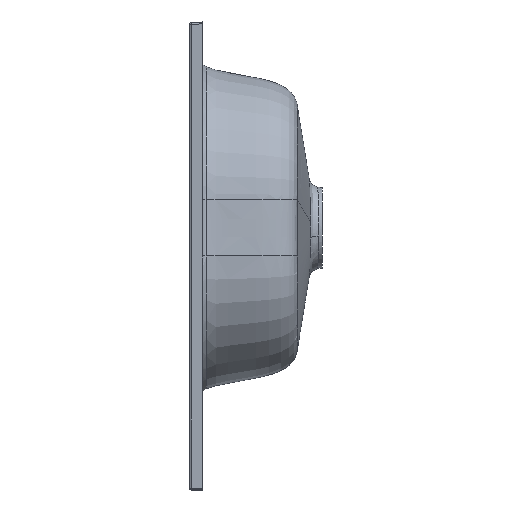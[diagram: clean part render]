
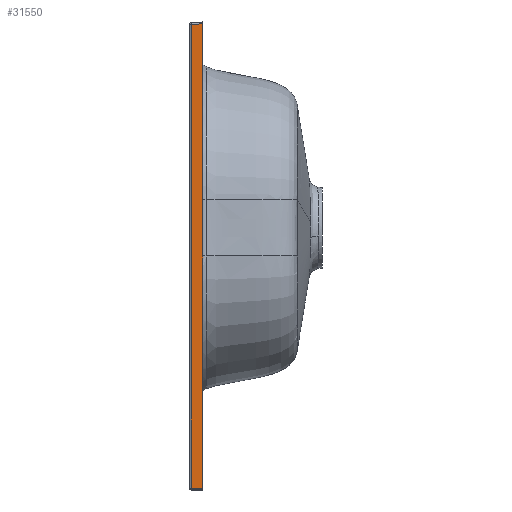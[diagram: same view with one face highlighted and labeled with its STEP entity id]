
A CAD part, left-side view. The second image highlights one B-rep face of the part: STEP entity #31550.
In plain terms, the highlighted planar face has unit normal (-0.999, 0.035, 0).
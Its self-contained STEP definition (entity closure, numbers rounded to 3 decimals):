
#588 = VERTEX_POINT ( 'NONE', #29775 ) ;
#764 = VERTEX_POINT ( 'NONE', #35146 ) ;
#1406 = DIRECTION ( 'NONE',  ( 0., 0., -1. ) ) ;
#1712 = ORIENTED_EDGE ( 'NONE', *, *, #6580, .T. ) ;
#2405 = CARTESIAN_POINT ( 'NONE',  ( -299.51, 0., -247.755 ) ) ;
#4607 = LINE ( 'NONE', #27166, #17831 ) ;
#5120 = CARTESIAN_POINT ( 'NONE',  ( -299.51, 0., 249.755 ) ) ;
#5232 = VERTEX_POINT ( 'NONE', #6427 ) ;
#6427 = CARTESIAN_POINT ( 'NONE',  ( -299.577, -1.93, -247.755 ) ) ;
#6580 = EDGE_CURVE ( 'NONE', #588, #5232, #10105, .T. ) ;
#7450 = ORIENTED_EDGE ( 'NONE', *, *, #11688, .T. ) ;
#7711 = PLANE ( 'NONE',  #33037 ) ;
#8994 = VECTOR ( 'NONE', #23184, 1000. ) ;
#10105 = LINE ( 'NONE', #21753, #14459 ) ;
#11688 = EDGE_CURVE ( 'NONE', #5232, #764, #31069, .T. ) ;
#12352 = ORIENTED_EDGE ( 'NONE', *, *, #23073, .T. ) ;
#13686 = DIRECTION ( 'NONE',  ( -0.035, -0.999, 0. ) ) ;
#14459 = VECTOR ( 'NONE', #1406, 1000. ) ;
#17831 = VECTOR ( 'NONE', #35486, 1000. ) ;
#20053 = LINE ( 'NONE', #33923, #8994 ) ;
#21753 = CARTESIAN_POINT ( 'NONE',  ( -299.577, -1.93, 249.755 ) ) ;
#21818 = EDGE_LOOP ( 'NONE', ( #24530, #12352, #1712, #7450 ) ) ;
#23073 = EDGE_CURVE ( 'NONE', #34996, #588, #4607, .T. ) ;
#23184 = DIRECTION ( 'NONE',  ( 0., 0., -1. ) ) ;
#24159 = DIRECTION ( 'NONE',  ( -0.999, 0.035, 0. ) ) ;
#24342 = DIRECTION ( 'NONE',  ( -0.035, -0.999, 0. ) ) ;
#24530 = ORIENTED_EDGE ( 'NONE', *, *, #33469, .F. ) ;
#27166 = CARTESIAN_POINT ( 'NONE',  ( -299.512, -0.07, 247.759 ) ) ;
#27491 = FACE_OUTER_BOUND ( 'NONE', #21818, .T. ) ;
#29775 = CARTESIAN_POINT ( 'NONE',  ( -299.577, -1.93, 247.824 ) ) ;
#31069 = LINE ( 'NONE', #2405, #35139 ) ;
#31550 = ADVANCED_FACE ( 'NONE', ( #27491 ), #7711, .T. ) ;
#33037 = AXIS2_PLACEMENT_3D ( 'NONE', #5120, #24159, #24342 ) ;
#33469 = EDGE_CURVE ( 'NONE', #34996, #764, #20053, .T. ) ;
#33923 = CARTESIAN_POINT ( 'NONE',  ( -299.999, -14., 249.755 ) ) ;
#34996 = VERTEX_POINT ( 'NONE', #35977 ) ;
#35139 = VECTOR ( 'NONE', #13686, 1000. ) ;
#35146 = CARTESIAN_POINT ( 'NONE',  ( -299.999, -14., -247.755 ) ) ;
#35486 = DIRECTION ( 'NONE',  ( 0.035, 0.999, -0.035 ) ) ;
#35977 = CARTESIAN_POINT ( 'NONE',  ( -299.999, -14., 248.245 ) ) ;
